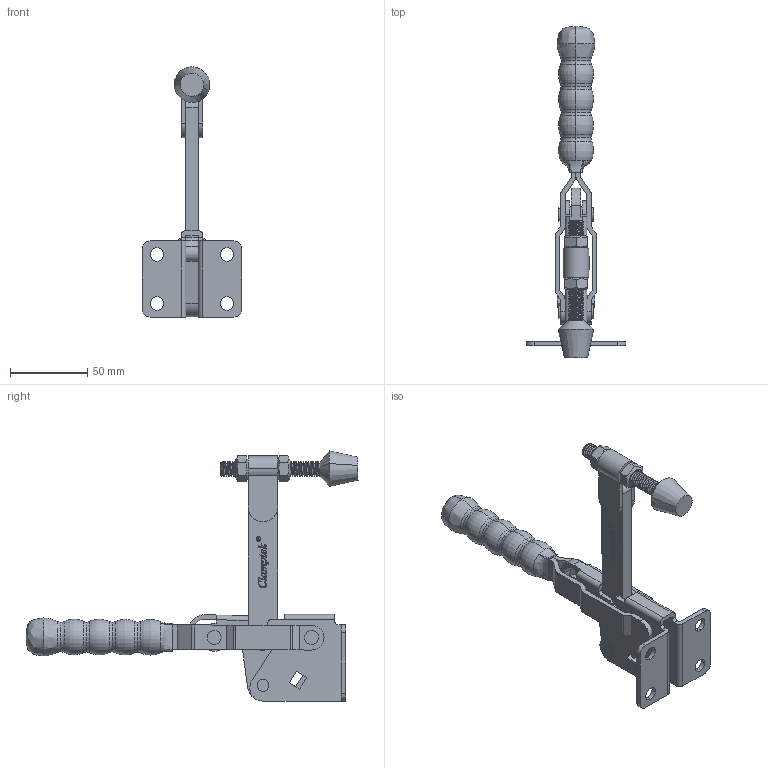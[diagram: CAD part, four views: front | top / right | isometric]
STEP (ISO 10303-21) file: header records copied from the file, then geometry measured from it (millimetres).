
FILE_DESCRIPTION (( 'STEP AP203' ), '1' );
FILE_NAME ('CH-12275.STEP', '2017-11-09T02:47:10', ( 'Windows' ), ( 'Microsoft' ), 'SwSTEP 2.0', 'SolidWorks 2015', '' );
FILE_SCHEMA (( 'CONFIG_CONTROL_DESIGN' ));
Length unit declared in the file: millimetre
Products named in the file (12): CH-FC-38312 Nut; CH-12275-02 SOLID BAR_默认<按加工>; CH-FC-38312 SPINDLE SUPPLIED; CH-12265-05; CH-12275; CH-12265-06; CH-12265-04 CONNECTING-PLATE; CH-12265-03 STRAIGHT HANDLE; CH-12265-09; CH-12265-08; CH-12265-07; CH-12265-01 FLANGED BASE
Assembly tree (16 placements, depth 2):
  CH-12275
    CH-12265-01 FLANGED BASE
    CH-12275-02 SOLID BAR_默认<按加工>
    CH-12265-05  x2
    CH-12265-06  x2
    CH-12265-04 CONNECTING-PLATE
    CH-12265-03 STRAIGHT HANDLE
    CH-12265-09  x2
    CH-12265-08  x2
    CH-12265-07
    CH-FC-38312 Nut  x2
    CH-FC-38312 SPINDLE SUPPLIED
Bounding box: 64.3 x 214.62 x 161.7 mm (x, y, z)
Volume: 114446.2 mm3; surface area: 72579 mm2
Topology: 18 solids, 19 shells, 829 faces, 2201 edges, 1432 vertices
Faces by surface type: plane 295, cylinder 238, bspline 177, cone 95, torus 24
Entity records: 36770 total; most frequent: CARTESIAN_POINT 17981, ORIENTED_EDGE 4038, DIRECTION 2989, EDGE_CURVE 2019, VERTEX_POINT 1322, LINE 1071, VECTOR 1071, AXIS2_PLACEMENT_3D 959
